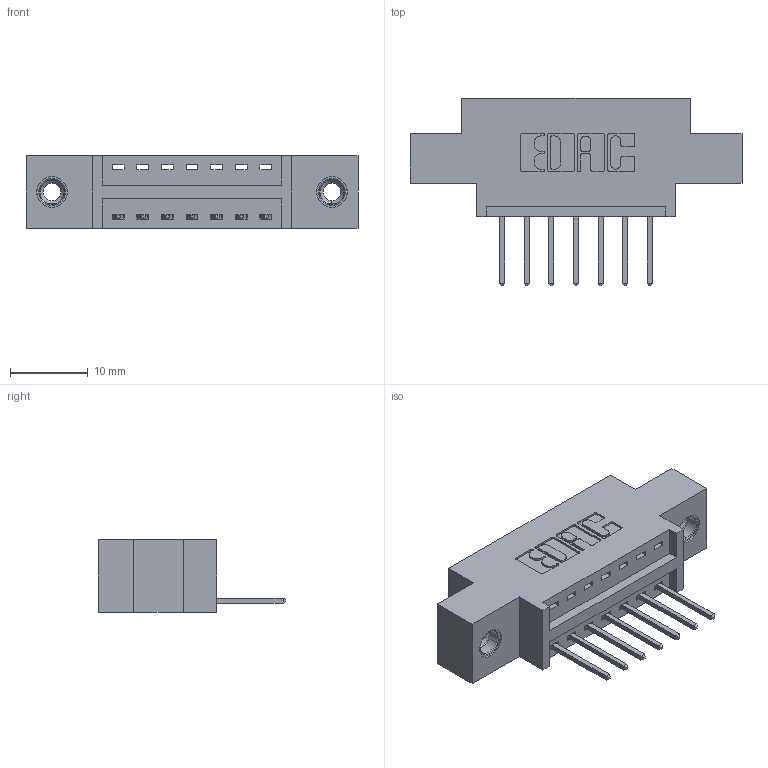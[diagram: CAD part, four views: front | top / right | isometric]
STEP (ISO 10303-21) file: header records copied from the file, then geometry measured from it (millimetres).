
FILE_DESCRIPTION (( 'STEP AP203' ), '1' );
FILE_NAME ('346-007-526-608.STEP', '2018-08-17T03:56:43', ( '' ), ( '' ), 'SwSTEP 2.0', 'SolidWorks 2016', '' );
FILE_SCHEMA (( 'CONFIG_CONTROL_DESIGN' ));
Length unit declared in the file: inch
Products named in the file (4): 346 Part_0.170 Offset - 0.156 Dia-TI; 345-292-001_345-293-126; 345-250-001_345-250-003-102; 346-007-526-608
Assembly tree (10 placements, depth 2):
  346-007-526-608
    346 Part_0.170 Offset - 0.156 Dia-TI
    345-292-001_345-293-126  x7
    345-250-001_345-250-003-102  x2
Bounding box: 42.8 x 24.13 x 9.4 mm (x, y, z)
Volume: 3689 mm3; surface area: 4408.4 mm2
Topology: 10 solids, 10 shells, 592 faces, 1709 edges, 1122 vertices
Faces by surface type: plane 392, cylinder 184, cone 12, torus 4
Entity records: 10392 total; most frequent: CARTESIAN_POINT 1776, ORIENTED_EDGE 1710, DIRECTION 1635, EDGE_CURVE 855, VECTOR 675, LINE 675, VERTEX_POINT 564, AXIS2_PLACEMENT_3D 480
